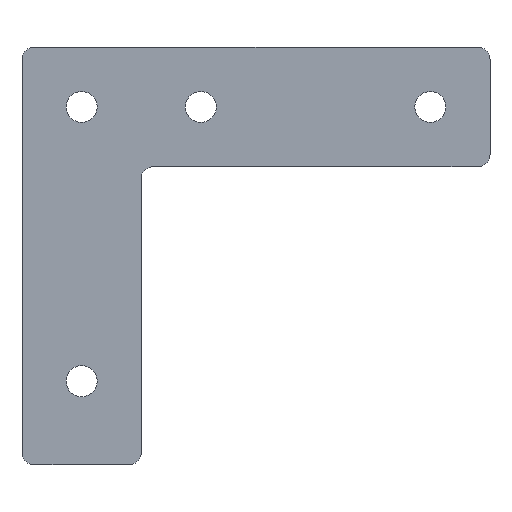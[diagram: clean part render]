
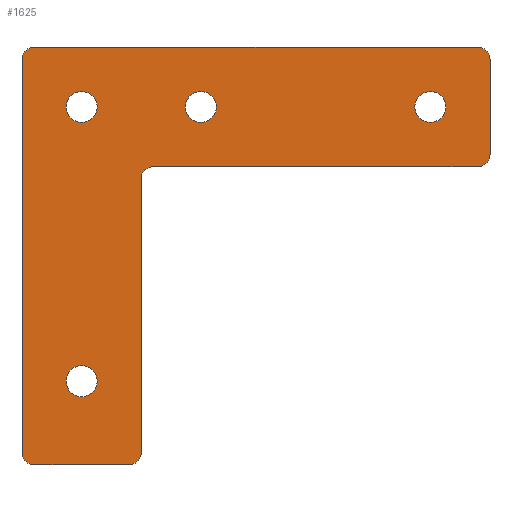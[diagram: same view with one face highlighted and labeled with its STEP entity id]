
A CAD part, front view. The second image highlights one B-rep face of the part: STEP entity #1625.
In plain terms, the highlighted planar face has unit normal (0, -1, 0).
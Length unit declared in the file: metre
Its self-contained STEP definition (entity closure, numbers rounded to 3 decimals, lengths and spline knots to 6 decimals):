
#98=LINE('',#2192,#262);
#99=LINE('',#2197,#263);
#100=LINE('',#2201,#264);
#101=LINE('',#2205,#265);
#102=LINE('',#2209,#266);
#103=LINE('',#2213,#267);
#262=VECTOR('',#1838,1.);
#263=VECTOR('',#1841,1.);
#264=VECTOR('',#1844,1.);
#265=VECTOR('',#1847,1.);
#266=VECTOR('',#1850,1.);
#267=VECTOR('',#1853,1.);
#426=ORIENTED_EDGE('',*,*,#902,.T.);
#427=ORIENTED_EDGE('',*,*,#903,.T.);
#428=ORIENTED_EDGE('',*,*,#904,.T.);
#429=ORIENTED_EDGE('',*,*,#905,.T.);
#430=ORIENTED_EDGE('',*,*,#906,.F.);
#431=ORIENTED_EDGE('',*,*,#907,.T.);
#432=ORIENTED_EDGE('',*,*,#908,.F.);
#433=ORIENTED_EDGE('',*,*,#909,.T.);
#434=ORIENTED_EDGE('',*,*,#910,.F.);
#435=ORIENTED_EDGE('',*,*,#911,.T.);
#436=ORIENTED_EDGE('',*,*,#912,.F.);
#437=ORIENTED_EDGE('',*,*,#913,.T.);
#438=ORIENTED_EDGE('',*,*,#914,.F.);
#439=ORIENTED_EDGE('',*,*,#915,.T.);
#440=ORIENTED_EDGE('',*,*,#916,.F.);
#441=ORIENTED_EDGE('',*,*,#917,.T.);
#902=EDGE_CURVE('',#1140,#1140,#1304,.T.);
#903=EDGE_CURVE('',#1141,#1141,#1305,.T.);
#904=EDGE_CURVE('',#1142,#1142,#1306,.T.);
#905=EDGE_CURVE('',#1143,#1143,#1307,.T.);
#906=EDGE_CURVE('',#1144,#1145,#98,.T.);
#907=EDGE_CURVE('',#1144,#1146,#1308,.F.);
#908=EDGE_CURVE('',#1147,#1146,#99,.T.);
#909=EDGE_CURVE('',#1147,#1148,#1309,.T.);
#910=EDGE_CURVE('',#1149,#1148,#100,.T.);
#911=EDGE_CURVE('',#1149,#1150,#1310,.T.);
#912=EDGE_CURVE('',#1151,#1150,#101,.T.);
#913=EDGE_CURVE('',#1151,#1152,#1311,.T.);
#914=EDGE_CURVE('',#1153,#1152,#102,.T.);
#915=EDGE_CURVE('',#1153,#1154,#1312,.T.);
#916=EDGE_CURVE('',#1155,#1154,#103,.T.);
#917=EDGE_CURVE('',#1155,#1145,#1313,.T.);
#1140=VERTEX_POINT('',#2185);
#1141=VERTEX_POINT('',#2187);
#1142=VERTEX_POINT('',#2189);
#1143=VERTEX_POINT('',#2191);
#1144=VERTEX_POINT('',#2193);
#1145=VERTEX_POINT('',#2194);
#1146=VERTEX_POINT('',#2196);
#1147=VERTEX_POINT('',#2198);
#1148=VERTEX_POINT('',#2200);
#1149=VERTEX_POINT('',#2202);
#1150=VERTEX_POINT('',#2204);
#1151=VERTEX_POINT('',#2206);
#1152=VERTEX_POINT('',#2208);
#1153=VERTEX_POINT('',#2210);
#1154=VERTEX_POINT('',#2212);
#1155=VERTEX_POINT('',#2214);
#1304=CIRCLE('',#1732,0.0026);
#1305=CIRCLE('',#1733,0.0026);
#1306=CIRCLE('',#1734,0.0026);
#1307=CIRCLE('',#1735,0.0026);
#1308=CIRCLE('',#1736,0.002);
#1309=CIRCLE('',#1737,0.002);
#1310=CIRCLE('',#1738,0.002);
#1311=CIRCLE('',#1739,0.002);
#1312=CIRCLE('',#1740,0.002);
#1313=CIRCLE('',#1741,0.002);
#1330=EDGE_LOOP('',(#426));
#1331=EDGE_LOOP('',(#427));
#1332=EDGE_LOOP('',(#428));
#1333=EDGE_LOOP('',(#429));
#1334=EDGE_LOOP('',(#430,#431,#432,#433,#434,#435,#436,#437,#438,#439,#440,
#441));
#1450=FACE_BOUND('',#1330,.T.);
#1451=FACE_BOUND('',#1331,.T.);
#1452=FACE_BOUND('',#1332,.T.);
#1453=FACE_BOUND('',#1333,.T.);
#1454=FACE_BOUND('',#1334,.T.);
#1570=PLANE('',#1731);
#1625=ADVANCED_FACE('',(#1450,#1451,#1452,#1453,#1454),#1570,.F.);
#1731=AXIS2_PLACEMENT_3D('',#2183,#1828,#1829);
#1732=AXIS2_PLACEMENT_3D('',#2184,#1830,#1831);
#1733=AXIS2_PLACEMENT_3D('',#2186,#1832,#1833);
#1734=AXIS2_PLACEMENT_3D('',#2188,#1834,#1835);
#1735=AXIS2_PLACEMENT_3D('',#2190,#1836,#1837);
#1736=AXIS2_PLACEMENT_3D('',#2195,#1839,#1840);
#1737=AXIS2_PLACEMENT_3D('',#2199,#1842,#1843);
#1738=AXIS2_PLACEMENT_3D('',#2203,#1845,#1846);
#1739=AXIS2_PLACEMENT_3D('',#2207,#1848,#1849);
#1740=AXIS2_PLACEMENT_3D('',#2211,#1851,#1852);
#1741=AXIS2_PLACEMENT_3D('',#2215,#1854,#1855);
#1828=DIRECTION('',(0.,1.,0.));
#1829=DIRECTION('',(0.,0.,1.));
#1830=DIRECTION('',(0.,1.,0.));
#1831=DIRECTION('',(0.,0.,1.));
#1832=DIRECTION('',(0.,1.,0.));
#1833=DIRECTION('',(0.,0.,1.));
#1834=DIRECTION('',(0.,1.,0.));
#1835=DIRECTION('',(0.,0.,1.));
#1836=DIRECTION('',(0.,1.,0.));
#1837=DIRECTION('',(0.,0.,1.));
#1838=DIRECTION('',(1.,0.,0.));
#1839=DIRECTION('',(0.,1.,0.));
#1840=DIRECTION('',(0.,0.,1.));
#1841=DIRECTION('',(0.,0.,1.));
#1842=DIRECTION('',(0.,-1.,0.));
#1843=DIRECTION('',(0.,0.,1.));
#1844=DIRECTION('',(-1.,0.,0.));
#1845=DIRECTION('',(0.,-1.,0.));
#1846=DIRECTION('',(0.,0.,1.));
#1847=DIRECTION('',(0.,0.,-1.));
#1848=DIRECTION('',(0.,1.,0.));
#1849=DIRECTION('',(0.,0.,1.));
#1850=DIRECTION('',(-1.,0.,0.));
#1851=DIRECTION('',(0.,-1.,0.));
#1852=DIRECTION('',(0.,0.,1.));
#1853=DIRECTION('',(0.,0.,-1.));
#1854=DIRECTION('',(0.,-1.,0.));
#1855=DIRECTION('',(0.,0.,1.));
#2183=CARTESIAN_POINT('',(0.,0.,0.));
#2184=CARTESIAN_POINT('',(0.01,0.,-0.056));
#2185=CARTESIAN_POINT('',(0.01,0.,-0.0534));
#2186=CARTESIAN_POINT('',(0.0685,0.,-0.01));
#2187=CARTESIAN_POINT('',(0.0685,0.,-0.0074));
#2188=CARTESIAN_POINT('',(0.01,0.,-0.01));
#2189=CARTESIAN_POINT('',(0.01,0.,-0.0074));
#2190=CARTESIAN_POINT('',(0.03,0.,-0.01));
#2191=CARTESIAN_POINT('',(0.03,0.,-0.0074));
#2192=CARTESIAN_POINT('',(0.,0.,0.));
#2193=CARTESIAN_POINT('',(0.002,0.,0.));
#2194=CARTESIAN_POINT('',(0.0765,0.,0.));
#2195=CARTESIAN_POINT('',(0.002,0.,-0.002));
#2196=CARTESIAN_POINT('',(0.,0.,-0.002));
#2197=CARTESIAN_POINT('',(0.,0.,-0.07));
#2198=CARTESIAN_POINT('',(0.,0.,-0.068));
#2199=CARTESIAN_POINT('',(0.002,0.,-0.068));
#2200=CARTESIAN_POINT('',(0.002,0.,-0.07));
#2201=CARTESIAN_POINT('',(0.02,0.,-0.07));
#2202=CARTESIAN_POINT('',(0.018,0.,-0.07));
#2203=CARTESIAN_POINT('',(0.018,0.,-0.068));
#2204=CARTESIAN_POINT('',(0.02,0.,-0.068));
#2205=CARTESIAN_POINT('',(0.02,0.,0.));
#2206=CARTESIAN_POINT('',(0.02,0.,-0.022));
#2207=CARTESIAN_POINT('',(0.022,0.,-0.022));
#2208=CARTESIAN_POINT('',(0.022,0.,-0.02));
#2209=CARTESIAN_POINT('',(0.0785,0.,-0.02));
#2210=CARTESIAN_POINT('',(0.0765,0.,-0.02));
#2211=CARTESIAN_POINT('',(0.0765,0.,-0.018));
#2212=CARTESIAN_POINT('',(0.0785,0.,-0.018));
#2213=CARTESIAN_POINT('',(0.0785,0.,0.));
#2214=CARTESIAN_POINT('',(0.0785,0.,-0.002));
#2215=CARTESIAN_POINT('',(0.0765,0.,-0.002));
